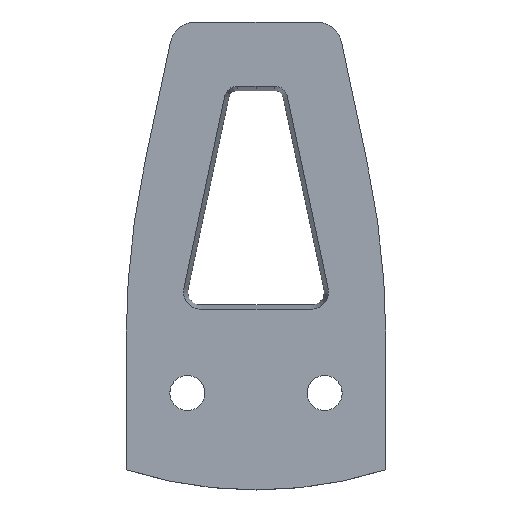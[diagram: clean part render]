
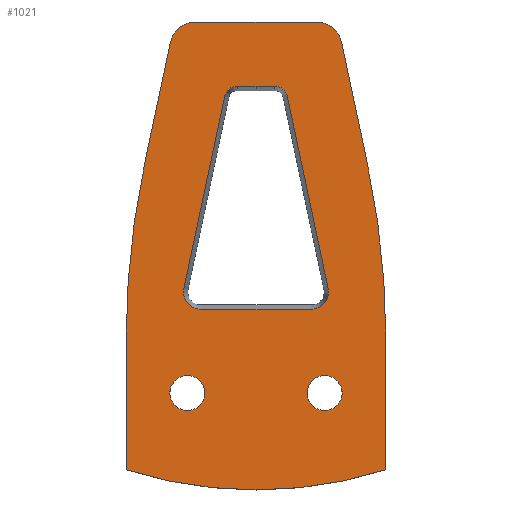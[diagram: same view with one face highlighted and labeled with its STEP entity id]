
A CAD part, top view. The second image highlights one B-rep face of the part: STEP entity #1021.
In plain terms, the highlighted planar face has unit normal (0, 0, 1).
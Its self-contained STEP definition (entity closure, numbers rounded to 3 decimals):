
#63=CARTESIAN_POINT('Vertex',(0.,4.576,6.)) ;
#77=CARTESIAN_POINT('Vertex',(-7.049,4.576,6.)) ;
#80=CARTESIAN_POINT('Line Origine',(-3.524,4.576,6.)) ;
#108=CARTESIAN_POINT('Vertex',(-9.983,2.2,6.)) ;
#111=CARTESIAN_POINT('Axis2P3D Location',(-7.049,1.576,6.)) ;
#139=CARTESIAN_POINT('Vertex',(-12.971,-11.856,6.)) ;
#142=CARTESIAN_POINT('Line Origine',(-11.477,-4.828,6.)) ;
#170=CARTESIAN_POINT('Vertex',(-15.156,-32.647,6.)) ;
#173=CARTESIAN_POINT('Axis2P3D Location',(84.844,-32.647,6.)) ;
#201=CARTESIAN_POINT('Vertex',(-15.156,-47.647,6.)) ;
#204=CARTESIAN_POINT('Line Origine',(-15.156,-40.147,6.)) ;
#232=CARTESIAN_POINT('Vertex',(0.,-50.,6.)) ;
#235=CARTESIAN_POINT('Axis2P3D Location',(0.,0.,6.)) ;
#258=CARTESIAN_POINT('Vertex',(15.156,-47.647,6.)) ;
#261=CARTESIAN_POINT('Axis2P3D Location',(0.,0.,6.)) ;
#289=CARTESIAN_POINT('Vertex',(15.156,-32.647,6.)) ;
#292=CARTESIAN_POINT('Line Origine',(15.156,-40.147,6.)) ;
#320=CARTESIAN_POINT('Vertex',(12.971,-11.856,6.)) ;
#323=CARTESIAN_POINT('Axis2P3D Location',(-84.844,-32.647,6.)) ;
#351=CARTESIAN_POINT('Vertex',(9.983,2.2,6.)) ;
#354=CARTESIAN_POINT('Line Origine',(11.477,-4.828,6.)) ;
#382=CARTESIAN_POINT('Vertex',(7.049,4.576,6.)) ;
#385=CARTESIAN_POINT('Axis2P3D Location',(7.049,1.576,6.)) ;
#402=CARTESIAN_POINT('Line Origine',(3.524,4.576,6.)) ;
#723=CARTESIAN_POINT('Vertex',(0.,-28.924,6.)) ;
#726=CARTESIAN_POINT('Line Origine',(0.,-28.924,6.)) ;
#730=CARTESIAN_POINT('Vertex',(6.462,-28.924,6.)) ;
#750=CARTESIAN_POINT('Axis2P3D Location',(6.462,-26.924,6.)) ;
#754=CARTESIAN_POINT('Vertex',(8.418,-26.508,6.)) ;
#774=CARTESIAN_POINT('Line Origine',(7.611,-22.712,6.)) ;
#778=CARTESIAN_POINT('Vertex',(3.657,-4.112,6.)) ;
#798=CARTESIAN_POINT('Axis2P3D Location',(2.19,-4.424,6.)) ;
#802=CARTESIAN_POINT('Vertex',(2.19,-2.924,6.)) ;
#822=CARTESIAN_POINT('Line Origine',(0.,-2.924,6.)) ;
#826=CARTESIAN_POINT('Vertex',(0.,-2.924,6.)) ;
#846=CARTESIAN_POINT('Line Origine',(0.,-2.924,6.)) ;
#850=CARTESIAN_POINT('Vertex',(-2.19,-2.924,6.)) ;
#870=CARTESIAN_POINT('Axis2P3D Location',(-2.19,-4.424,6.)) ;
#874=CARTESIAN_POINT('Vertex',(-3.657,-4.112,6.)) ;
#894=CARTESIAN_POINT('Line Origine',(-7.611,-22.712,6.)) ;
#898=CARTESIAN_POINT('Vertex',(-8.418,-26.508,6.)) ;
#918=CARTESIAN_POINT('Axis2P3D Location',(-6.462,-26.924,6.)) ;
#922=CARTESIAN_POINT('Vertex',(-6.462,-28.924,6.)) ;
#942=CARTESIAN_POINT('Line Origine',(0.,-28.924,6.)) ;
#954=CARTESIAN_POINT('Axis2P3D Location',(0.,0.,6.)) ;
#985=CARTESIAN_POINT('Axis2P3D Location',(8.,-38.697,6.)) ;
#989=CARTESIAN_POINT('Vertex',(10.05,-38.697,6.)) ;
#991=CARTESIAN_POINT('Vertex',(5.95,-38.697,6.)) ;
#994=CARTESIAN_POINT('Axis2P3D Location',(8.,-38.697,6.)) ;
#1003=CARTESIAN_POINT('Axis2P3D Location',(-8.,-38.697,6.)) ;
#1007=CARTESIAN_POINT('Vertex',(-10.05,-38.697,6.)) ;
#1009=CARTESIAN_POINT('Vertex',(-5.95,-38.697,6.)) ;
#1012=CARTESIAN_POINT('Axis2P3D Location',(-8.,-38.697,6.)) ;
#81=DIRECTION('Vector Direction',(-1.,0.,0.)) ;
#112=DIRECTION('Axis2P3D Direction',(0.,0.,1.)) ;
#143=DIRECTION('Vector Direction',(-0.208,-0.978,0.)) ;
#174=DIRECTION('Axis2P3D Direction',(0.,0.,1.)) ;
#205=DIRECTION('Vector Direction',(0.,-1.,0.)) ;
#236=DIRECTION('Axis2P3D Direction',(0.,0.,1.)) ;
#262=DIRECTION('Axis2P3D Direction',(0.,0.,1.)) ;
#293=DIRECTION('Vector Direction',(0.,-1.,0.)) ;
#324=DIRECTION('Axis2P3D Direction',(0.,0.,1.)) ;
#355=DIRECTION('Vector Direction',(0.208,-0.978,0.)) ;
#386=DIRECTION('Axis2P3D Direction',(0.,0.,1.)) ;
#403=DIRECTION('Vector Direction',(1.,0.,0.)) ;
#727=DIRECTION('Vector Direction',(1.,0.,0.)) ;
#751=DIRECTION('Axis2P3D Direction',(0.,0.,1.)) ;
#775=DIRECTION('Vector Direction',(0.208,-0.978,0.)) ;
#799=DIRECTION('Axis2P3D Direction',(0.,0.,1.)) ;
#823=DIRECTION('Vector Direction',(-1.,0.,0.)) ;
#847=DIRECTION('Vector Direction',(-1.,0.,0.)) ;
#871=DIRECTION('Axis2P3D Direction',(0.,0.,1.)) ;
#895=DIRECTION('Vector Direction',(-0.208,-0.978,0.)) ;
#919=DIRECTION('Axis2P3D Direction',(0.,0.,1.)) ;
#943=DIRECTION('Vector Direction',(1.,0.,0.)) ;
#955=DIRECTION('Axis2P3D Direction',(0.,0.,1.)) ;
#956=DIRECTION('Axis2P3D XDirection',(1.,0.,0.)) ;
#986=DIRECTION('Axis2P3D Direction',(0.,0.,1.)) ;
#995=DIRECTION('Axis2P3D Direction',(0.,0.,1.)) ;
#1004=DIRECTION('Axis2P3D Direction',(0.,0.,1.)) ;
#1013=DIRECTION('Axis2P3D Direction',(0.,0.,1.)) ;
#113=AXIS2_PLACEMENT_3D('Circle Axis2P3D',#111,#112,$) ;
#175=AXIS2_PLACEMENT_3D('Circle Axis2P3D',#173,#174,$) ;
#237=AXIS2_PLACEMENT_3D('Circle Axis2P3D',#235,#236,$) ;
#263=AXIS2_PLACEMENT_3D('Circle Axis2P3D',#261,#262,$) ;
#325=AXIS2_PLACEMENT_3D('Circle Axis2P3D',#323,#324,$) ;
#387=AXIS2_PLACEMENT_3D('Circle Axis2P3D',#385,#386,$) ;
#752=AXIS2_PLACEMENT_3D('Circle Axis2P3D',#750,#751,$) ;
#800=AXIS2_PLACEMENT_3D('Circle Axis2P3D',#798,#799,$) ;
#872=AXIS2_PLACEMENT_3D('Circle Axis2P3D',#870,#871,$) ;
#920=AXIS2_PLACEMENT_3D('Circle Axis2P3D',#918,#919,$) ;
#957=AXIS2_PLACEMENT_3D('Plane Axis2P3D',#954,#955,#956) ;
#987=AXIS2_PLACEMENT_3D('Circle Axis2P3D',#985,#986,$) ;
#996=AXIS2_PLACEMENT_3D('Circle Axis2P3D',#994,#995,$) ;
#1005=AXIS2_PLACEMENT_3D('Circle Axis2P3D',#1003,#1004,$) ;
#1014=AXIS2_PLACEMENT_3D('Circle Axis2P3D',#1012,#1013,$) ;
#960=ORIENTED_EDGE('',*,*,#84,.T.) ;
#961=ORIENTED_EDGE('',*,*,#115,.T.) ;
#962=ORIENTED_EDGE('',*,*,#146,.T.) ;
#963=ORIENTED_EDGE('',*,*,#177,.T.) ;
#964=ORIENTED_EDGE('',*,*,#208,.T.) ;
#965=ORIENTED_EDGE('',*,*,#239,.T.) ;
#966=ORIENTED_EDGE('',*,*,#265,.T.) ;
#967=ORIENTED_EDGE('',*,*,#296,.T.) ;
#968=ORIENTED_EDGE('',*,*,#327,.T.) ;
#969=ORIENTED_EDGE('',*,*,#358,.T.) ;
#970=ORIENTED_EDGE('',*,*,#389,.T.) ;
#971=ORIENTED_EDGE('',*,*,#406,.T.) ;
#974=ORIENTED_EDGE('',*,*,#946,.F.) ;
#975=ORIENTED_EDGE('',*,*,#924,.F.) ;
#976=ORIENTED_EDGE('',*,*,#900,.F.) ;
#977=ORIENTED_EDGE('',*,*,#876,.F.) ;
#978=ORIENTED_EDGE('',*,*,#852,.F.) ;
#979=ORIENTED_EDGE('',*,*,#828,.F.) ;
#980=ORIENTED_EDGE('',*,*,#804,.F.) ;
#981=ORIENTED_EDGE('',*,*,#780,.F.) ;
#982=ORIENTED_EDGE('',*,*,#756,.F.) ;
#983=ORIENTED_EDGE('',*,*,#732,.F.) ;
#1000=ORIENTED_EDGE('',*,*,#993,.F.) ;
#1001=ORIENTED_EDGE('',*,*,#998,.F.) ;
#1018=ORIENTED_EDGE('',*,*,#1011,.F.) ;
#1019=ORIENTED_EDGE('',*,*,#1016,.F.) ;
#984=FACE_BOUND('',#973,.T.) ;
#1002=FACE_BOUND('',#999,.T.) ;
#1020=FACE_BOUND('',#1017,.T.) ;
#82=VECTOR('Line Direction',#81,1.) ;
#144=VECTOR('Line Direction',#143,1.) ;
#206=VECTOR('Line Direction',#205,1.) ;
#294=VECTOR('Line Direction',#293,1.) ;
#356=VECTOR('Line Direction',#355,1.) ;
#404=VECTOR('Line Direction',#403,1.) ;
#728=VECTOR('Line Direction',#727,1.) ;
#776=VECTOR('Line Direction',#775,1.) ;
#824=VECTOR('Line Direction',#823,1.) ;
#848=VECTOR('Line Direction',#847,1.) ;
#896=VECTOR('Line Direction',#895,1.) ;
#944=VECTOR('Line Direction',#943,1.) ;
#1021=ADVANCED_FACE('Corps principal',(#972,#984,#1002,#1020),#958,.T.) ;
#114=CIRCLE('generated circle',#113,3.) ;
#176=CIRCLE('generated circle',#175,100.) ;
#238=CIRCLE('generated circle',#237,50.) ;
#264=CIRCLE('generated circle',#263,50.) ;
#326=CIRCLE('generated circle',#325,100.) ;
#388=CIRCLE('generated circle',#387,3.) ;
#753=CIRCLE('generated circle',#752,2.) ;
#801=CIRCLE('generated circle',#800,1.5) ;
#873=CIRCLE('generated circle',#872,1.5) ;
#921=CIRCLE('generated circle',#920,2.) ;
#988=CIRCLE('generated circle',#987,2.05) ;
#997=CIRCLE('generated circle',#996,2.05) ;
#1006=CIRCLE('generated circle',#1005,2.05) ;
#1015=CIRCLE('generated circle',#1014,2.05) ;
#84=EDGE_CURVE('',#64,#78,#83,.T.) ;
#115=EDGE_CURVE('',#78,#109,#114,.T.) ;
#146=EDGE_CURVE('',#109,#140,#145,.T.) ;
#177=EDGE_CURVE('',#140,#171,#176,.T.) ;
#208=EDGE_CURVE('',#171,#202,#207,.T.) ;
#239=EDGE_CURVE('',#202,#233,#238,.T.) ;
#265=EDGE_CURVE('',#233,#259,#264,.T.) ;
#296=EDGE_CURVE('',#259,#290,#295,.F.) ;
#327=EDGE_CURVE('',#290,#321,#326,.T.) ;
#358=EDGE_CURVE('',#321,#352,#357,.F.) ;
#389=EDGE_CURVE('',#352,#383,#388,.T.) ;
#406=EDGE_CURVE('',#383,#64,#405,.F.) ;
#732=EDGE_CURVE('',#724,#731,#729,.T.) ;
#756=EDGE_CURVE('',#731,#755,#753,.T.) ;
#780=EDGE_CURVE('',#755,#779,#777,.F.) ;
#804=EDGE_CURVE('',#779,#803,#801,.T.) ;
#828=EDGE_CURVE('',#803,#827,#825,.T.) ;
#852=EDGE_CURVE('',#827,#851,#849,.T.) ;
#876=EDGE_CURVE('',#851,#875,#873,.T.) ;
#900=EDGE_CURVE('',#875,#899,#897,.T.) ;
#924=EDGE_CURVE('',#899,#923,#921,.T.) ;
#946=EDGE_CURVE('',#923,#724,#945,.T.) ;
#993=EDGE_CURVE('',#990,#992,#988,.T.) ;
#998=EDGE_CURVE('',#992,#990,#997,.T.) ;
#1011=EDGE_CURVE('',#1008,#1010,#1006,.T.) ;
#1016=EDGE_CURVE('',#1010,#1008,#1015,.T.) ;
#959=EDGE_LOOP('',(#960,#961,#962,#963,#964,#965,#966,#967,#968,#969,#970,#971)) ;
#973=EDGE_LOOP('',(#974,#975,#976,#977,#978,#979,#980,#981,#982,#983)) ;
#999=EDGE_LOOP('',(#1000,#1001)) ;
#1017=EDGE_LOOP('',(#1018,#1019)) ;
#972=FACE_OUTER_BOUND('',#959,.T.) ;
#83=LINE('Line',#80,#82) ;
#145=LINE('Line',#142,#144) ;
#207=LINE('Line',#204,#206) ;
#295=LINE('Line',#292,#294) ;
#357=LINE('Line',#354,#356) ;
#405=LINE('Line',#402,#404) ;
#729=LINE('Line',#726,#728) ;
#777=LINE('Line',#774,#776) ;
#825=LINE('Line',#822,#824) ;
#849=LINE('Line',#846,#848) ;
#897=LINE('Line',#894,#896) ;
#945=LINE('Line',#942,#944) ;
#958=PLANE('',#957) ;
#64=VERTEX_POINT('',#63) ;
#78=VERTEX_POINT('',#77) ;
#109=VERTEX_POINT('',#108) ;
#140=VERTEX_POINT('',#139) ;
#171=VERTEX_POINT('',#170) ;
#202=VERTEX_POINT('',#201) ;
#233=VERTEX_POINT('',#232) ;
#259=VERTEX_POINT('',#258) ;
#290=VERTEX_POINT('',#289) ;
#321=VERTEX_POINT('',#320) ;
#352=VERTEX_POINT('',#351) ;
#383=VERTEX_POINT('',#382) ;
#724=VERTEX_POINT('',#723) ;
#731=VERTEX_POINT('',#730) ;
#755=VERTEX_POINT('',#754) ;
#779=VERTEX_POINT('',#778) ;
#803=VERTEX_POINT('',#802) ;
#827=VERTEX_POINT('',#826) ;
#851=VERTEX_POINT('',#850) ;
#875=VERTEX_POINT('',#874) ;
#899=VERTEX_POINT('',#898) ;
#923=VERTEX_POINT('',#922) ;
#990=VERTEX_POINT('',#989) ;
#992=VERTEX_POINT('',#991) ;
#1008=VERTEX_POINT('',#1007) ;
#1010=VERTEX_POINT('',#1009) ;
